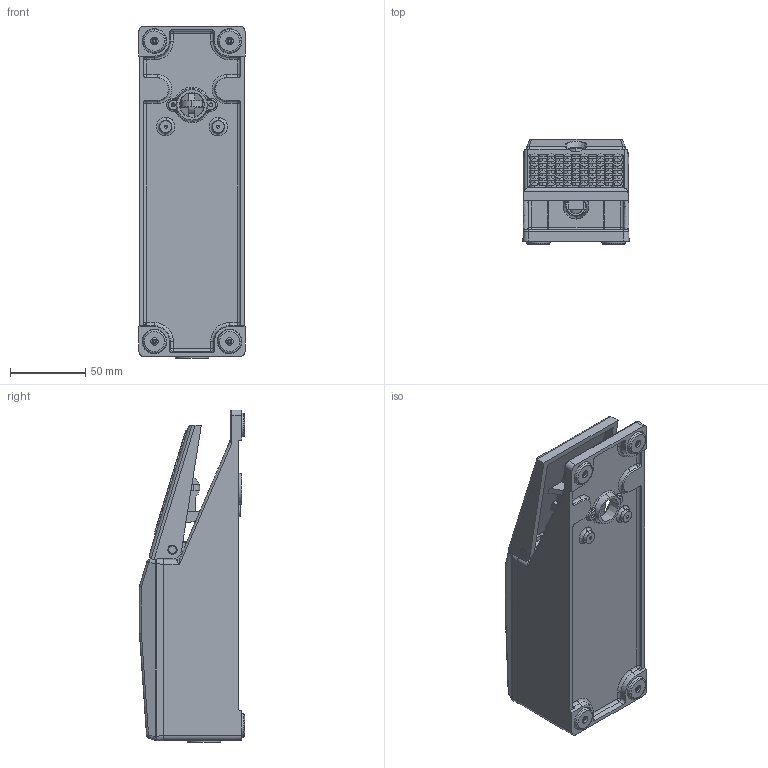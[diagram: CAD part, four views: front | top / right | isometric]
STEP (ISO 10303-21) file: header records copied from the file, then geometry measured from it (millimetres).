
FILE_DESCRIPTION(('STEP AP214'),'1');
FILE_NAME('cctmp_3436D2F4-9D8C-48C2-9D6D-96253C0D5C5C_2023_07_21_11_28_24_0956..stp','2023-07-21T09:28:27',('SIEMENS A&D'),('CADClick - www.CADClick.com'),'Spatial InterOp 3D postprocessed',' ','unknown authorization');
FILE_SCHEMA(('AUTOMOTIVE_DESIGN'));
Length unit declared in the file: millimetre
Products named in the file (3): cc_unnamed; 2023_07_21_11_28_24_0881; 2023_07_21_11_28_24_0878
Assembly tree (2 placements, depth 2):
  cc_unnamed
    2023_07_21_11_28_24_0881
    2023_07_21_11_28_24_0878
Bounding box: 70.6 x 70 x 221 mm (x, y, z)
Volume: 605789.4 mm3; surface area: 94999.8 mm2
Topology: 2 solids, 25 shells, 1310 faces, 3311 edges, 2138 vertices
Faces by surface type: plane 535, cylinder 354, bspline 282, cone 131, torus 8
Entity records: 65372 total; most frequent: CARTESIAN_POINT 32059, ORIENTED_EDGE 6562, DIRECTION 5458, EDGE_CURVE 3281, VERTEX_POINT 2135, AXIS2_PLACEMENT_3D 1936, LINE 1586, VECTOR 1586
